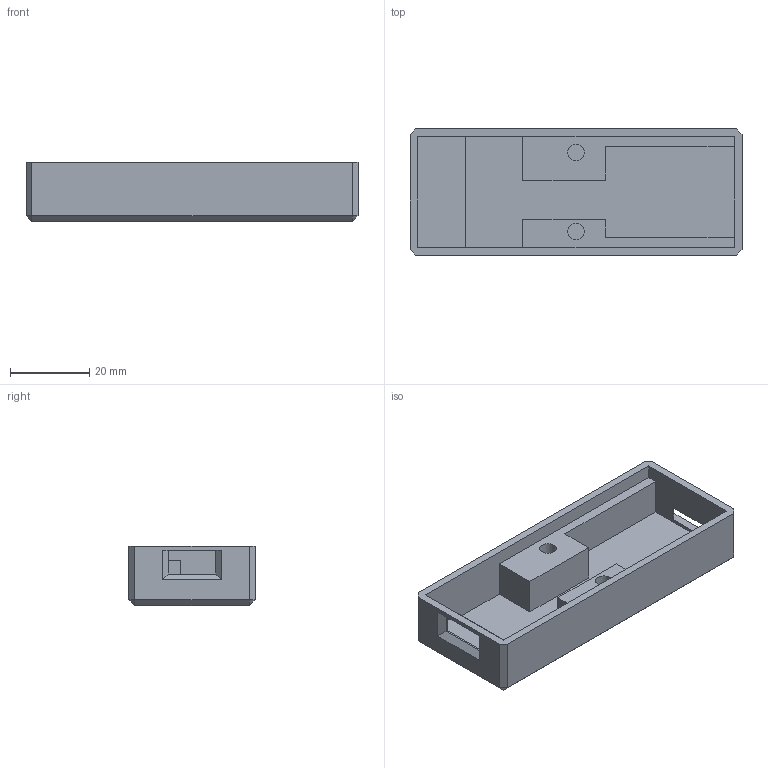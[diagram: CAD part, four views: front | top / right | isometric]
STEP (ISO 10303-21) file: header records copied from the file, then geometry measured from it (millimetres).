
FILE_DESCRIPTION(('FreeCAD Model'),'2;1');
FILE_NAME('Open CASCADE Shape Model','2025-02-04T09:06:27',('Author'),( ''),'Open CASCADE STEP processor 7.7','FreeCAD','Unknown');
FILE_SCHEMA(('AUTOMOTIVE_DESIGN { 1 0 10303 214 1 1 1 1 }'));
Length unit declared in the file: millimetre
Products named in the file (1): floor
Bounding box: 84 x 32 x 15 mm (x, y, z)
Volume: 15822.5 mm3; surface area: 11744.5 mm2
Topology: 1 solids, 1 shells, 53 faces, 132 edges, 84 vertices
Faces by surface type: plane 51, cylinder 2
Full cylindrical faces by diameter (mm): 4.25 x2
Entity records: 1564 total; most frequent: CARTESIAN_POINT 270, ORIENTED_EDGE 264, DIRECTION 244, EDGE_CURVE 132, LINE 128, VECTOR 128, VERTEX_POINT 84, FACE_BOUND 60
